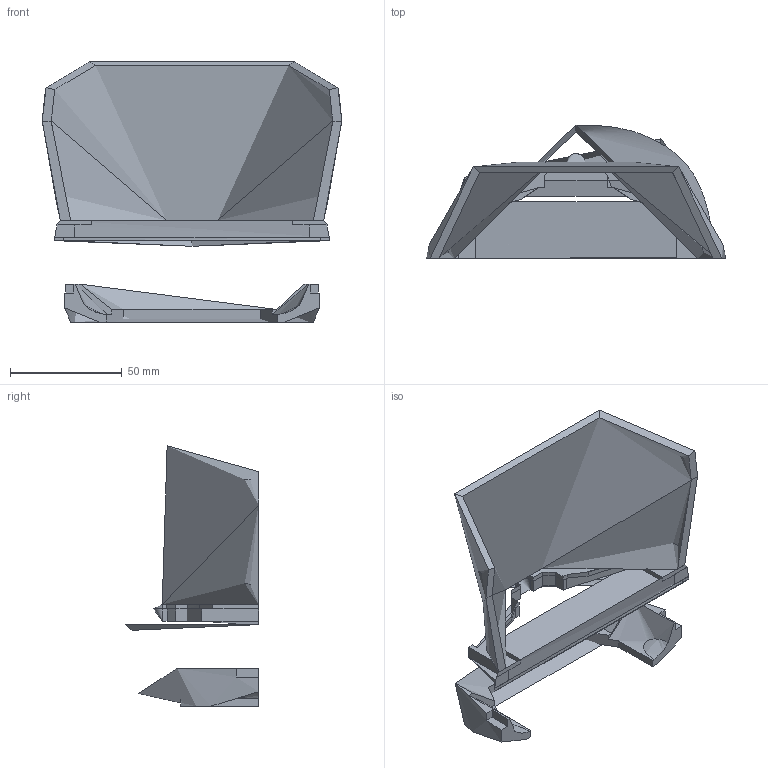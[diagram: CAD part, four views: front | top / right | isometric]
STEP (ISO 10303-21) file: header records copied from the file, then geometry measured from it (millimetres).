
FILE_DESCRIPTION(/* description */ (''),/* implementation_level */ '2;1');
FILE_NAME(/* name */ 'Noby臀部',/* time_stamp */ '2015-10-12T22:11:49+09:00',/* author */ (''),/* organization */ (''),/* preprocessor_version */ 'ST-DEVELOPER v15',/* originating_system */ '',/* authorisation */ '');
FILE_SCHEMA (('AUTOMOTIVE_DESIGN'));
Length unit declared in the file: millimetre
Products named in the file (1): Document
Bounding box: 134 x 59.83 x 116.51 mm (x, y, z)
Volume: 77127.4 mm3; surface area: 52104.8 mm2
Topology: 4 solids, 8 shells, 126 faces, 472 edges, 263 vertices
Faces by surface type: bspline 81, plane 45
Entity records: 36749 total; most frequent: CARTESIAN_POINT 33755, ORIENTED_EDGE 676, EDGE_CURVE 362, VERTEX_POINT 247, B_SPLINE_CURVE_WITH_KNOTS 213, DIRECTION 149, EDGE_LOOP 134, ADVANCED_FACE 126
